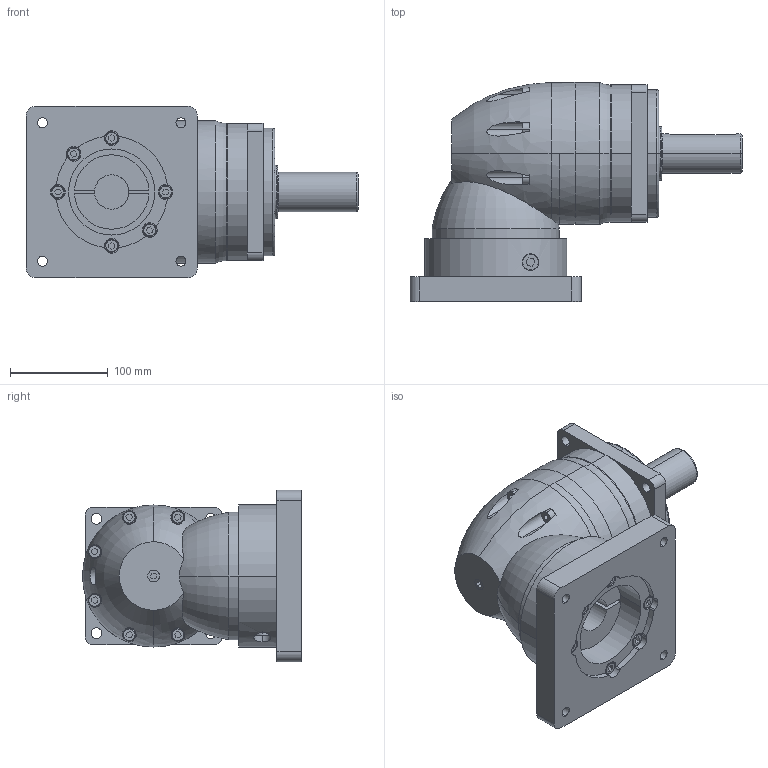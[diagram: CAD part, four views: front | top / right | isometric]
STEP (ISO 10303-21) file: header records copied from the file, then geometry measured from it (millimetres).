
FILE_DESCRIPTION (( 'STEP AP203' ), '1' );
FILE_NAME ('PZF140B-L1£¨35-79 114.3-3 4-13.5-200£©.STEP', '2022-06-11T00:54:24', ( '' ), ( '' ), 'SwSTEP 2.0', 'SolidWorks 2021', '' );
FILE_SCHEMA (( 'CONFIG_CONTROL_DESIGN' ));
Length unit declared in the file: millimetre
Products named in the file (1): PZF140B-L1（35-79 114.3-3 4-13.5-200）
Bounding box: 339 x 223.5 x 175 mm (x, y, z)
Volume: 4588639.7 mm3; surface area: 277011.7 mm2
Topology: 1 solids, 1 shells, 551 faces, 1304 edges, 839 vertices
Faces by surface type: plane 294, cylinder 188, torus 65, cone 4
Entity records: 16922 total; most frequent: CARTESIAN_POINT 3657, DIRECTION 2905, ORIENTED_EDGE 2604, EDGE_CURVE 1302, AXIS2_PLACEMENT_3D 1081, VERTEX_POINT 839, LINE 743, VECTOR 743
